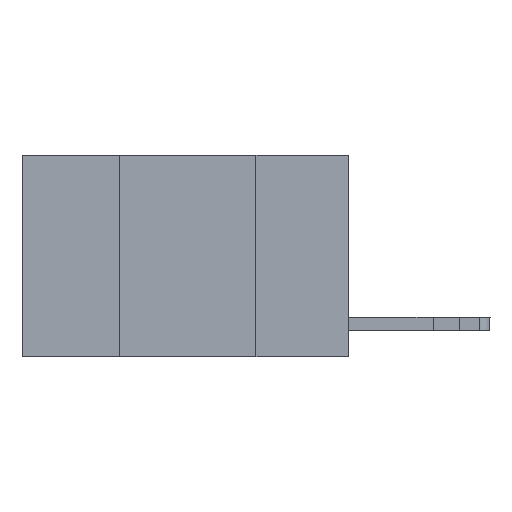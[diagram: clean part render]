
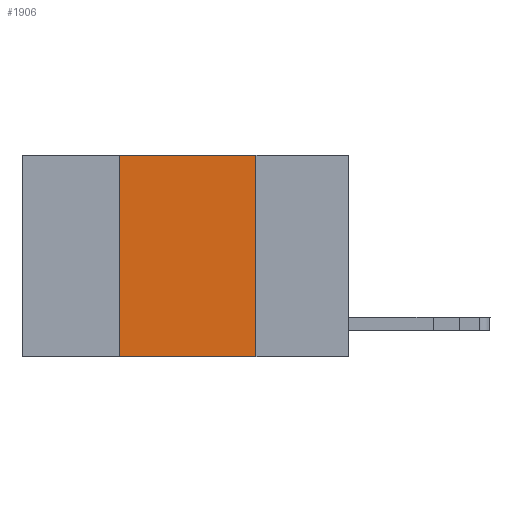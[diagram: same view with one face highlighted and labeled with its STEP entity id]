
A CAD part, left-side view. The second image highlights one B-rep face of the part: STEP entity #1906.
In plain terms, the highlighted planar face has unit normal (-1, 0, 0).
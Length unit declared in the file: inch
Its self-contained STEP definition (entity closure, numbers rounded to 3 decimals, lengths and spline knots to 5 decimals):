
#370 = LINE ( 'NONE', #5125, #4618 ) ;
#1037 = DIRECTION ( 'NONE',  ( 0., 0., -1. ) ) ;
#1110 = FACE_OUTER_BOUND ( 'NONE', #4133, .T. ) ;
#1366 = VECTOR ( 'NONE', #12331, 39.37008 ) ;
#1484 = EDGE_CURVE ( 'NONE', #6323, #13940, #11802, .T. ) ;
#1699 = ORIENTED_EDGE ( 'NONE', *, *, #12519, .F. ) ;
#1906 = ADVANCED_FACE ( 'NONE', ( #1110 ), #6897, .F. ) ;
#2037 = ORIENTED_EDGE ( 'NONE', *, *, #4715, .F. ) ;
#2157 = EDGE_CURVE ( 'NONE', #8162, #13940, #11011, .T. ) ;
#2683 = CARTESIAN_POINT ( 'NONE',  ( 0., 0.6, -0.37 ) ) ;
#2974 = CARTESIAN_POINT ( 'NONE',  ( 0., 0.42, 0. ) ) ;
#3378 = DIRECTION ( 'NONE',  ( 1., 0., 0. ) ) ;
#4133 = EDGE_LOOP ( 'NONE', ( #11791, #1699, #2037, #11006 ) ) ;
#4618 = VECTOR ( 'NONE', #13448, 39.37008 ) ;
#4715 = EDGE_CURVE ( 'NONE', #8162, #12504, #370, .T. ) ;
#4965 = VECTOR ( 'NONE', #9150, 39.37008 ) ;
#5125 = CARTESIAN_POINT ( 'NONE',  ( 0., 0.42, 0. ) ) ;
#5634 = LINE ( 'NONE', #7970, #4965 ) ;
#6037 = AXIS2_PLACEMENT_3D ( 'NONE', #13895, #3378, #1037 ) ;
#6263 = CARTESIAN_POINT ( 'NONE',  ( 0., 0.42, -0.37 ) ) ;
#6323 = VERTEX_POINT ( 'NONE', #13136 ) ;
#6897 = PLANE ( 'NONE',  #6037 ) ;
#6992 = VECTOR ( 'NONE', #9261, 39.37008 ) ;
#7141 = CARTESIAN_POINT ( 'NONE',  ( 0., 0.17, 0. ) ) ;
#7970 = CARTESIAN_POINT ( 'NONE',  ( 0., 0.6, 0. ) ) ;
#8162 = VERTEX_POINT ( 'NONE', #6263 ) ;
#9150 = DIRECTION ( 'NONE',  ( 0., -1., 0. ) ) ;
#9261 = DIRECTION ( 'NONE',  ( 0., 0., -1. ) ) ;
#11006 = ORIENTED_EDGE ( 'NONE', *, *, #2157, .T. ) ;
#11011 = LINE ( 'NONE', #2683, #1366 ) ;
#11791 = ORIENTED_EDGE ( 'NONE', *, *, #1484, .F. ) ;
#11802 = LINE ( 'NONE', #7141, #6992 ) ;
#12331 = DIRECTION ( 'NONE',  ( 0., -1., 0. ) ) ;
#12504 = VERTEX_POINT ( 'NONE', #2974 ) ;
#12519 = EDGE_CURVE ( 'NONE', #12504, #6323, #5634, .T. ) ;
#13136 = CARTESIAN_POINT ( 'NONE',  ( 0., 0.17, 0. ) ) ;
#13448 = DIRECTION ( 'NONE',  ( 0., 0., 1. ) ) ;
#13895 = CARTESIAN_POINT ( 'NONE',  ( 0., 0.6, 0. ) ) ;
#13940 = VERTEX_POINT ( 'NONE', #14821 ) ;
#14821 = CARTESIAN_POINT ( 'NONE',  ( 0., 0.17, -0.37 ) ) ;
